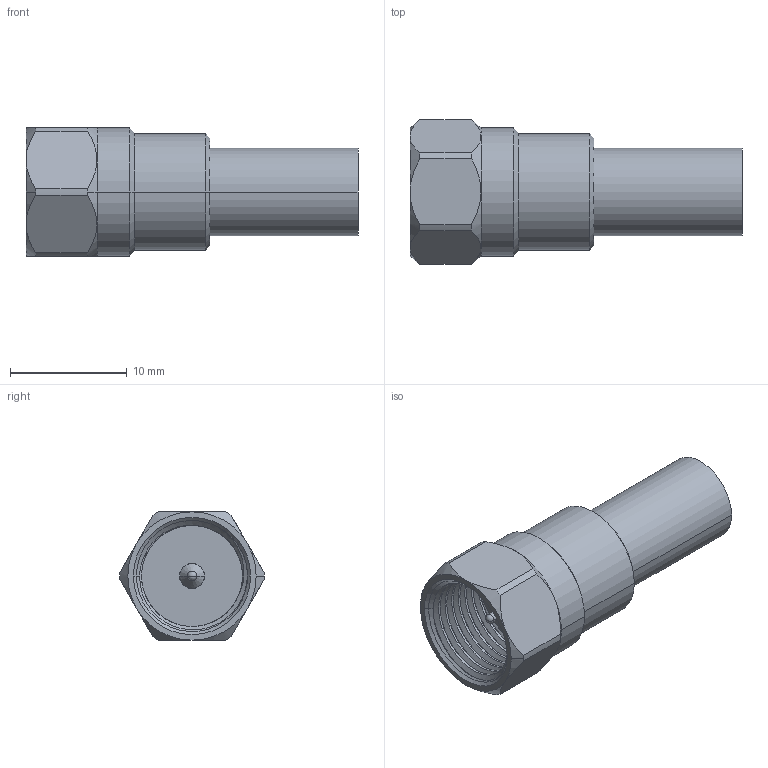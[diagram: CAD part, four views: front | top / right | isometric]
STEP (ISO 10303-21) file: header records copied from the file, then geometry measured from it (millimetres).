
FILE_DESCRIPTION (( 'STEP AP203' ), '1' );
FILE_NAME ('PE44317_3D.STEP', '2022-06-30T17:02:33', ( '' ), ( '' ), 'SwSTEP 2.0', 'SolidWorks 2021', '' );
FILE_SCHEMA (( 'CONFIG_CONTROL_DESIGN' ));
Length unit declared in the file: inch
Products named in the file (1): PE44317_3D
Bounding box: 28.45 x 12.37 x 11 mm (x, y, z)
Volume: 1228.5 mm3; surface area: 1960.1 mm2
Topology: 3 solids, 3 shells, 113 faces, 263 edges, 163 vertices
Faces by surface type: cylinder 60, cone 23, plane 21, bspline 7, torus 2
Entity records: 5939 total; most frequent: CARTESIAN_POINT 3412, ORIENTED_EDGE 518, DIRECTION 502, EDGE_CURVE 259, AXIS2_PLACEMENT_3D 210, VERTEX_POINT 163, EDGE_LOOP 130, FACE_OUTER_BOUND 113
